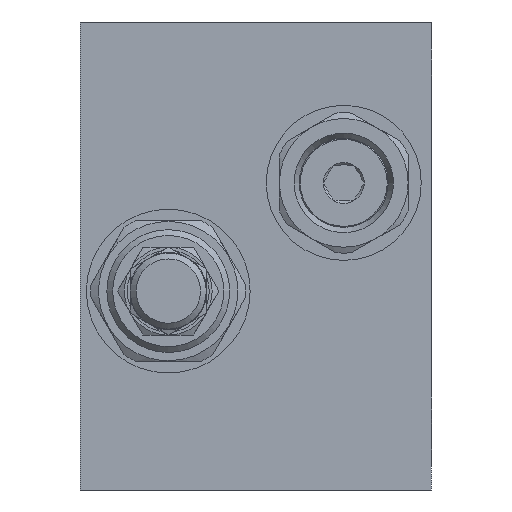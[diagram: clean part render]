
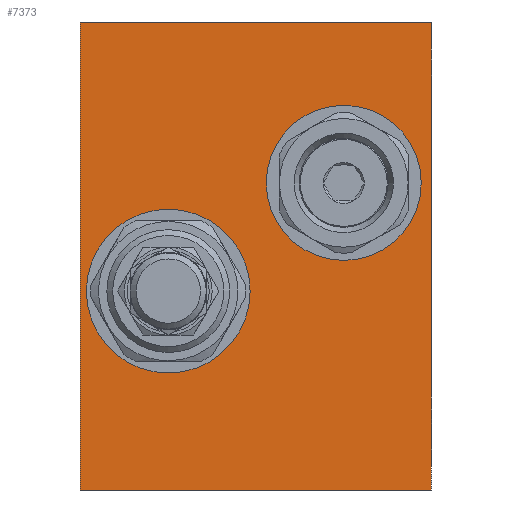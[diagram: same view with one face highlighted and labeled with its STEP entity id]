
A CAD part, front view. The second image highlights one B-rep face of the part: STEP entity #7373.
In plain terms, the highlighted planar face has unit normal (0, -1, 0).
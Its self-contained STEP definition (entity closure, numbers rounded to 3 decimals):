
#484=LINE('',#10142,#652);
#485=LINE('',#10145,#653);
#486=LINE('',#10147,#654);
#487=LINE('',#10149,#655);
#652=VECTOR('',#8543,1000.);
#653=VECTOR('',#8544,1000.);
#654=VECTOR('',#8545,1000.);
#655=VECTOR('',#8546,1000.);
#833=ORIENTED_EDGE('',*,*,#2269,.T.);
#834=ORIENTED_EDGE('',*,*,#2270,.T.);
#835=ORIENTED_EDGE('',*,*,#2271,.F.);
#836=ORIENTED_EDGE('',*,*,#2272,.F.);
#837=ORIENTED_EDGE('',*,*,#2273,.T.);
#838=ORIENTED_EDGE('',*,*,#2274,.T.);
#2269=EDGE_CURVE('',#2987,#2987,#3493,.T.);
#2270=EDGE_CURVE('',#2988,#2988,#3494,.T.);
#2271=EDGE_CURVE('',#2989,#2990,#484,.T.);
#2272=EDGE_CURVE('',#2991,#2989,#485,.T.);
#2273=EDGE_CURVE('',#2991,#2992,#486,.T.);
#2274=EDGE_CURVE('',#2992,#2990,#487,.T.);
#2987=VERTEX_POINT('',#10139);
#2988=VERTEX_POINT('',#10141);
#2989=VERTEX_POINT('',#10143);
#2990=VERTEX_POINT('',#10144);
#2991=VERTEX_POINT('',#10146);
#2992=VERTEX_POINT('',#10148);
#3493=CIRCLE('',#7818,13.25);
#3494=CIRCLE('',#7819,14.);
#3827=EDGE_LOOP('',(#833));
#3828=EDGE_LOOP('',(#834));
#3829=EDGE_LOOP('',(#835,#836,#837,#838));
#4393=FACE_BOUND('',#3827,.T.);
#4394=FACE_BOUND('',#3828,.T.);
#4395=FACE_BOUND('',#3829,.T.);
#4959=PLANE('',#7817);
#7373=ADVANCED_FACE('',(#4393,#4394,#4395),#4959,.T.);
#7817=AXIS2_PLACEMENT_3D('',#10137,#8537,#8538);
#7818=AXIS2_PLACEMENT_3D('',#10138,#8539,#8540);
#7819=AXIS2_PLACEMENT_3D('',#10140,#8541,#8542);
#8537=DIRECTION('',(0.,-1.,0.));
#8538=DIRECTION('',(0.,0.,-1.));
#8539=DIRECTION('',(0.,1.,0.));
#8540=DIRECTION('',(0.,0.,-1.));
#8541=DIRECTION('',(0.,1.,0.));
#8542=DIRECTION('',(0.,0.,-1.));
#8543=DIRECTION('',(0.,0.,-1.));
#8544=DIRECTION('',(1.,0.,0.));
#8545=DIRECTION('',(0.,0.,-1.));
#8546=DIRECTION('',(1.,0.,0.));
#10137=CARTESIAN_POINT('',(-60.,-35.,40.));
#10138=CARTESIAN_POINT('',(-15.,-35.,12.5));
#10139=CARTESIAN_POINT('',(-15.,-35.,-0.75));
#10140=CARTESIAN_POINT('',(-45.,-35.,-6.));
#10141=CARTESIAN_POINT('',(-45.,-35.,-20.));
#10142=CARTESIAN_POINT('',(0.,-35.,40.));
#10143=CARTESIAN_POINT('',(0.,-35.,40.));
#10144=CARTESIAN_POINT('',(0.,-35.,-40.));
#10145=CARTESIAN_POINT('',(-60.,-35.,40.));
#10146=CARTESIAN_POINT('',(-60.,-35.,40.));
#10147=CARTESIAN_POINT('',(-60.,-35.,40.));
#10148=CARTESIAN_POINT('',(-60.,-35.,-40.));
#10149=CARTESIAN_POINT('',(-60.,-35.,-40.));
